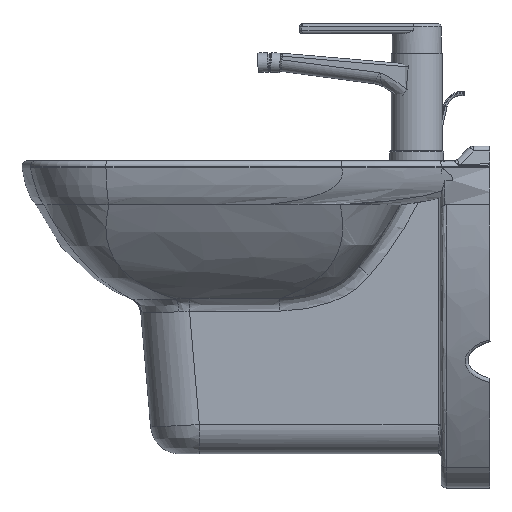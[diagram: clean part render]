
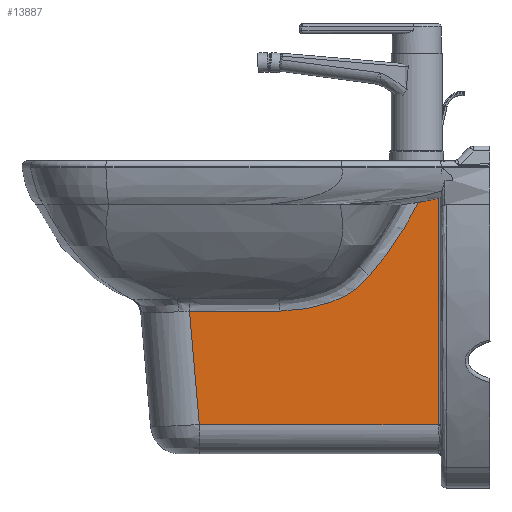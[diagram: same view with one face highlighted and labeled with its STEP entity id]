
A CAD part, front view. The second image highlights one B-rep face of the part: STEP entity #13887.
In plain terms, the highlighted planar face has unit normal (0, -1, 0).
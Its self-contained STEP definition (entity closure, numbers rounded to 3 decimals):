
#12928=CARTESIAN_POINT('',(-53.,-65.001,-31.19));
#12929=VERTEX_POINT('',#12928);
#12949=CARTESIAN_POINT('',(-53.,-65.001,-263.0));
#12950=VERTEX_POINT('',#12949);
#12951=CARTESIAN_POINT('',(-53.,-65.001,-31.19));
#12952=DIRECTION('',(0.0,0.0,-1.0));
#12953=VECTOR('',#12952,231.81);
#12954=LINE('',#12951,#12953);
#12955=EDGE_CURVE('',#12929,#12950,#12954,.T.);
#13770=CARTESIAN_POINT('',(-297.496,-65.001,-263.));
#13771=VERTEX_POINT('',#13770);
#13772=CARTESIAN_POINT('',(-53.,-65.001,-263.0));
#13773=DIRECTION('',(-1.0,0.0,0.0));
#13774=VECTOR('',#13773,244.496);
#13775=LINE('',#13772,#13774);
#13776=EDGE_CURVE('',#12950,#13771,#13775,.T.);
#13789=CARTESIAN_POINT('',(-77.452,-65.001,-263.));
#13790=DIRECTION('',(0.0,-1.0,0.0));
#13791=DIRECTION('',(0.0,0.0,-1.0));
#13792=AXIS2_PLACEMENT_3D('',#13789,#13790,#13791);
#13793=PLANE('',#13792);
#13794=ORIENTED_EDGE('',*,*,#12955,.F.);
#13795=CARTESIAN_POINT('',(-58.86,-65.001,-32.83));
#13796=VERTEX_POINT('',#13795);
#13797=CARTESIAN_POINT('',(-53.,-65.001,-31.19));
#13798=CARTESIAN_POINT('',(-54.94,-65.001,-31.808));
#13799=CARTESIAN_POINT('',(-56.918,-65.001,-32.352));
#13800=CARTESIAN_POINT('',(-58.86,-65.001,-32.83));
#13801=B_SPLINE_CURVE_WITH_KNOTS('',3,(#13797,#13798,#13799,#13800),.UNSPECIFIED.,.F.,.U.,(4,4),(0.367,0.967),.UNSPECIFIED.);
#13802=EDGE_CURVE('',#12929,#13796,#13801,.T.);
#13803=ORIENTED_EDGE('',*,*,#13802,.T.);
#13804=CARTESIAN_POINT('',(-73.351,-65.001,-35.771));
#13805=VERTEX_POINT('',#13804);
#13806=CARTESIAN_POINT('',(-58.86,-65.001,-32.83));
#13807=CARTESIAN_POINT('',(-63.415,-65.001,-33.996));
#13808=CARTESIAN_POINT('',(-68.357,-65.001,-34.965));
#13809=CARTESIAN_POINT('',(-73.351,-65.001,-35.771));
#13810=B_SPLINE_CURVE_WITH_KNOTS('',3,(#13806,#13807,#13808,#13809),.UNSPECIFIED.,.F.,.U.,(4,4),(0.0,1.411),.UNSPECIFIED.);
#13811=EDGE_CURVE('',#13796,#13805,#13810,.T.);
#13812=ORIENTED_EDGE('',*,*,#13811,.T.);
#13813=CARTESIAN_POINT('',(-123.459,-65.001,-110.647));
#13814=VERTEX_POINT('',#13813);
#13815=CARTESIAN_POINT('',(-123.459,-65.001,-110.647));
#13816=CARTESIAN_POINT('',(-118.383,-65.001,-105.095));
#13817=CARTESIAN_POINT('',(-111.147,-65.001,-96.351));
#13818=CARTESIAN_POINT('',(-99.948,-65.001,-81.044));
#13819=CARTESIAN_POINT('',(-89.536,-65.001,-65.061));
#13820=CARTESIAN_POINT('',(-81.977,-65.001,-51.808));
#13821=CARTESIAN_POINT('',(-78.365,-65.001,-45.092));
#13822=CARTESIAN_POINT('',(-76.693,-65.001,-41.985));
#13823=CARTESIAN_POINT('',(-75.022,-65.001,-38.878));
#13824=CARTESIAN_POINT('',(-73.351,-65.001,-35.771));
#13825=B_SPLINE_CURVE_WITH_KNOTS('',3,(#13815,#13816,#13817,#13818,#13819,#13820,#13821,#13822,#13823,#13824),.UNSPECIFIED.,.F.,.U.,(4,1,1,1,3,4),(-7.976,-5.719,-4.575,-2.288,0.0,1.058),.UNSPECIFIED.);
#13826=EDGE_CURVE('',#13814,#13805,#13825,.T.);
#13827=ORIENTED_EDGE('',*,*,#13826,.F.);
#13828=CARTESIAN_POINT('',(-215.09,-65.001,-146.95));
#13829=VERTEX_POINT('',#13828);
#13830=CARTESIAN_POINT('',(-215.09,-65.001,-146.95));
#13831=CARTESIAN_POINT('',(-214.995,-65.001,-146.95));
#13832=CARTESIAN_POINT('',(-214.901,-65.001,-146.95));
#13833=CARTESIAN_POINT('',(-214.807,-65.001,-146.949));
#13834=CARTESIAN_POINT('',(-212.358,-65.001,-146.94));
#13835=CARTESIAN_POINT('',(-207.458,-65.001,-146.767));
#13836=CARTESIAN_POINT('',(-198.896,-65.001,-146.047));
#13837=CARTESIAN_POINT('',(-191.591,-65.001,-145.046));
#13838=CARTESIAN_POINT('',(-185.145,-65.001,-143.895));
#13839=CARTESIAN_POINT('',(-180.738,-65.001,-142.996));
#13840=CARTESIAN_POINT('',(-175.971,-65.001,-141.875));
#13841=CARTESIAN_POINT('',(-169.644,-65.001,-140.174));
#13842=CARTESIAN_POINT('',(-163.407,-65.001,-138.142));
#13843=CARTESIAN_POINT('',(-157.704,-65.001,-135.876));
#13844=CARTESIAN_POINT('',(-153.972,-65.001,-134.214));
#13845=CARTESIAN_POINT('',(-149.576,-65.001,-132.057));
#13846=CARTESIAN_POINT('',(-144.216,-65.001,-129.021));
#13847=CARTESIAN_POINT('',(-138.096,-65.001,-124.812));
#13848=CARTESIAN_POINT('',(-132.372,-65.001,-120.067));
#13849=CARTESIAN_POINT('',(-127.976,-65.001,-115.73));
#13850=CARTESIAN_POINT('',(-125.079,-65.001,-112.534));
#13851=CARTESIAN_POINT('',(-123.867,-65.001,-111.128));
#13852=CARTESIAN_POINT('',(-123.459,-65.001,-110.647));
#13853=B_SPLINE_CURVE_WITH_KNOTS('',3,(#13830,#13831,#13832,#13833,#13834,#13835,#13836,#13837,#13838,#13839,#13840,#13841,#13842,#13843,#13844,#13845,#13846,#13847,#13848,#13849,#13850,#13851,#13852),.UNSPECIFIED.,.F.,.U.,(4,3,1,1,1,1,1,1,1,1,1,1,1,1,1,1,1,1,4),(-10.313,-10.285,-9.551,-8.816,-7.714,-7.347,-6.857,-6.367,-5.877,-4.898,-4.408,-4.041,-3.673,-2.939,-2.204,-1.469,-0.735,-0.367,-0.178),.UNSPECIFIED.);
#13854=EDGE_CURVE('',#13829,#13814,#13853,.T.);
#13855=ORIENTED_EDGE('',*,*,#13854,.F.);
#13856=CARTESIAN_POINT('',(-307.506,-65.001,-147.123));
#13857=VERTEX_POINT('',#13856);
#13858=CARTESIAN_POINT('',(-307.506,-65.001,-147.123));
#13859=CARTESIAN_POINT('',(-303.119,-65.001,-147.218));
#13860=CARTESIAN_POINT('',(-289.952,-65.001,-147.447));
#13861=CARTESIAN_POINT('',(-272.39,-65.001,-147.534));
#13862=CARTESIAN_POINT('',(-254.827,-65.001,-147.426));
#13863=CARTESIAN_POINT('',(-243.851,-65.001,-147.29));
#13864=CARTESIAN_POINT('',(-235.069,-65.001,-147.156));
#13865=CARTESIAN_POINT('',(-228.484,-65.001,-147.051));
#13866=CARTESIAN_POINT('',(-222.997,-65.001,-146.974));
#13867=CARTESIAN_POINT('',(-219.156,-65.001,-146.942));
#13868=CARTESIAN_POINT('',(-216.961,-65.001,-146.938));
#13869=CARTESIAN_POINT('',(-215.863,-65.001,-146.943));
#13870=CARTESIAN_POINT('',(-215.314,-65.001,-146.948));
#13871=CARTESIAN_POINT('',(-215.239,-65.001,-146.949));
#13872=CARTESIAN_POINT('',(-215.165,-65.001,-146.949));
#13873=CARTESIAN_POINT('',(-215.09,-65.001,-146.95));
#13874=B_SPLINE_CURVE_WITH_KNOTS('',3,(#13858,#13859,#13860,#13861,#13862,#13863,#13864,#13865,#13866,#13867,#13868,#13869,#13870,#13871,#13872,#13873),.UNSPECIFIED.,.F.,.U.,(4,1,1,1,1,1,1,1,1,1,3,4),(-9.219,-7.903,-5.269,-3.952,-2.634,-1.976,-1.317,-0.659,-0.329,-0.165,0.0,0.022),.UNSPECIFIED.);
#13875=EDGE_CURVE('',#13857,#13829,#13874,.T.);
#13876=ORIENTED_EDGE('',*,*,#13875,.F.);
#13877=CARTESIAN_POINT('',(-307.506,-65.001,-147.123));
#13878=CARTESIAN_POINT('',(-304.169,-65.001,-185.749));
#13879=CARTESIAN_POINT('',(-300.832,-65.001,-224.374));
#13880=CARTESIAN_POINT('',(-297.496,-65.001,-263.));
#13881=B_SPLINE_CURVE_WITH_KNOTS('',3,(#13877,#13878,#13879,#13880),.UNSPECIFIED.,.F.,.U.,(4,4),(0.059,0.806),.UNSPECIFIED.);
#13882=EDGE_CURVE('',#13857,#13771,#13881,.T.);
#13883=ORIENTED_EDGE('',*,*,#13882,.T.);
#13884=ORIENTED_EDGE('',*,*,#13776,.F.);
#13885=EDGE_LOOP('',(#13794,#13803,#13812,#13827,#13855,#13876,#13883,#13884));
#13886=FACE_OUTER_BOUND('',#13885,.T.);
#13887=ADVANCED_FACE('',(#13886),#13793,.T.);
